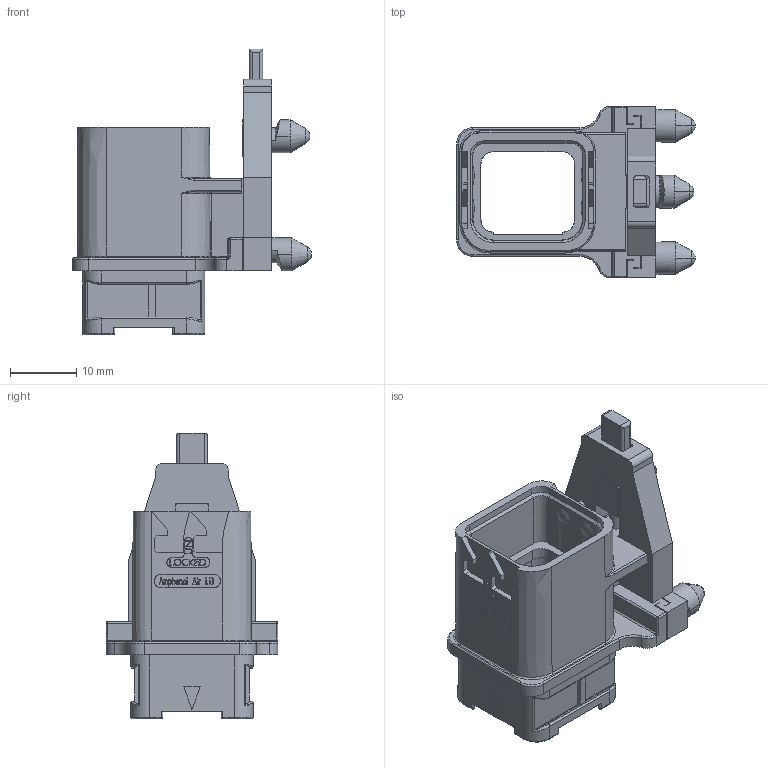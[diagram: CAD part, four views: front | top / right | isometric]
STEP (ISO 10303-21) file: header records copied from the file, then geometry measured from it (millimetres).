
FILE_DESCRIPTION((''),'2;1');
FILE_NAME('SIM2B28O000','2020-01-06T',('presta_be4'),(''),'CREO PARAMETRIC BY PTC INC, 2018360','CREO PARAMETRIC BY PTC INC, 2018360','');
FILE_SCHEMA(('CONFIG_CONTROL_DESIGN'));
Length unit declared in the file: millimetre
Products named in the file (1): SIM2B28O000
Bounding box: 36.2 x 26 x 43.3 mm (x, y, z)
Volume: 7057.1 mm3; surface area: 7430.9 mm2
Topology: 3 solids, 3 shells, 1081 faces, 2949 edges, 1890 vertices
Faces by surface type: plane 682, cylinder 148, extrusion 96, bspline 45, cone 41, torus 40, sphere 29
Entity records: 45631 total; most frequent: CARTESIAN_POINT 19033, ORIENTED_EDGE 5870, DIRECTION 4874, EDGE_CURVE 2935, VECTOR 2232, LINE 2136, VERTEX_POINT 1890, AXIS2_PLACEMENT_3D 1321
